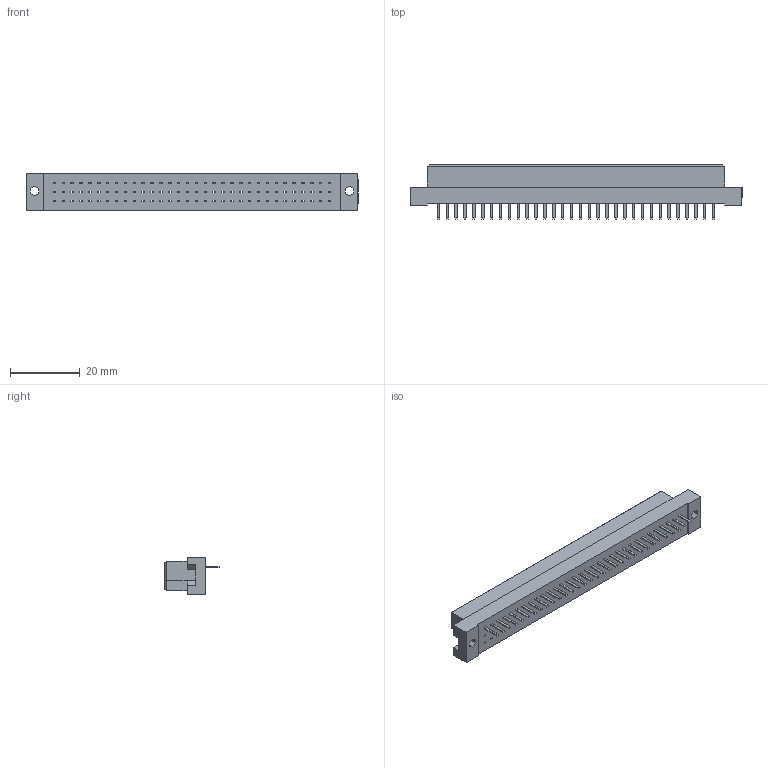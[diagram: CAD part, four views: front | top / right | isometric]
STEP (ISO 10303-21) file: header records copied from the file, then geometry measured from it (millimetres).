
FILE_DESCRIPTION (( 'STEP AP203' ), '1' );
FILE_NAME ('496-132-221-111.STEP', '2019-11-12T13:26:03', ( '' ), ( '' ), 'SwSTEP 2.0', 'SolidWorks 2020', '' );
FILE_SCHEMA (( 'CONFIG_CONTROL_DESIGN' ));
Length unit declared in the file: millimetre
Products named in the file (3): 496-290_21; 496 Part_96; 496-132-221-111
Assembly tree (33 placements, depth 2):
  496-132-221-111
    496 Part_96
    496-290_21  x32
Bounding box: 95 x 15.6 x 10.6 mm (x, y, z)
Volume: 53.2 mm3
Topology: 32 solids, 36 shells, 1610 faces, 3822 edges, 2376 vertices
Faces by surface type: plane 1606, cylinder 4
Entity records: 38729 total; most frequent: CARTESIAN_POINT 6542, ORIENTED_EDGE 6408, DIRECTION 5882, EDGE_CURVE 3204, VECTOR 3194, LINE 3194, VERTEX_POINT 2004, EDGE_LOOP 1592
